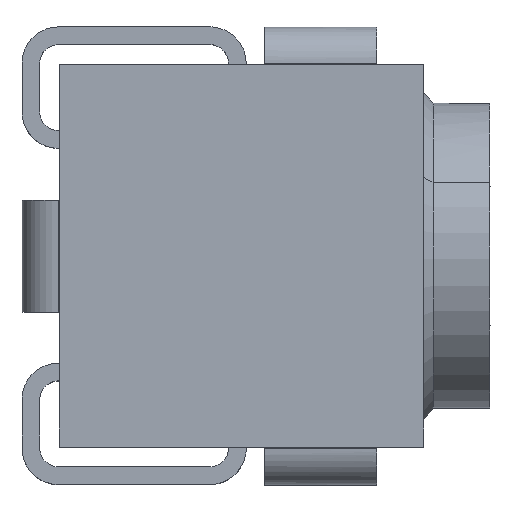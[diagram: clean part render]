
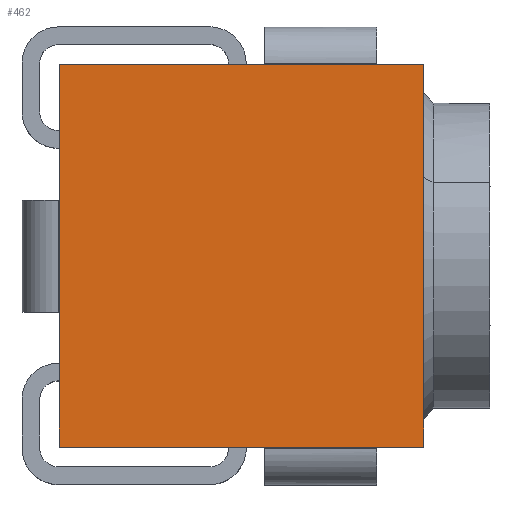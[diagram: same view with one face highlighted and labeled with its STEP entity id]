
A CAD part, top view. The second image highlights one B-rep face of the part: STEP entity #462.
In plain terms, the highlighted planar face has unit normal (0, 0, 1).
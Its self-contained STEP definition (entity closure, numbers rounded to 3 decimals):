
#162=CARTESIAN_POINT('Vertex',(0.,2.05,2.3)) ;
#165=CARTESIAN_POINT('Line Origine',(0.,0.,2.3)) ;
#169=CARTESIAN_POINT('Vertex',(0.,-2.05,2.3)) ;
#340=CARTESIAN_POINT('Vertex',(-3.9,2.05,2.3)) ;
#343=CARTESIAN_POINT('Line Origine',(-1.95,2.05,2.3)) ;
#439=CARTESIAN_POINT('Axis2P3D Location',(0.,-2.05,2.3)) ;
#444=CARTESIAN_POINT('Line Origine',(-3.9,0.,2.3)) ;
#448=CARTESIAN_POINT('Vertex',(-3.9,-2.05,2.3)) ;
#451=CARTESIAN_POINT('Line Origine',(-1.95,-2.05,2.3)) ;
#166=DIRECTION('Vector Direction',(0.,1.,0.)) ;
#344=DIRECTION('Vector Direction',(-1.,0.,0.)) ;
#440=DIRECTION('Axis2P3D Direction',(0.,0.,1.)) ;
#441=DIRECTION('Axis2P3D XDirection',(0.,1.,0.)) ;
#445=DIRECTION('Vector Direction',(0.,1.,0.)) ;
#452=DIRECTION('Vector Direction',(-1.,0.,0.)) ;
#442=AXIS2_PLACEMENT_3D('Plane Axis2P3D',#439,#440,#441) ;
#457=ORIENTED_EDGE('',*,*,#450,.T.) ;
#458=ORIENTED_EDGE('',*,*,#455,.F.) ;
#459=ORIENTED_EDGE('',*,*,#171,.F.) ;
#460=ORIENTED_EDGE('',*,*,#347,.T.) ;
#167=VECTOR('Line Direction',#166,1.) ;
#345=VECTOR('Line Direction',#344,1.) ;
#446=VECTOR('Line Direction',#445,1.) ;
#453=VECTOR('Line Direction',#452,1.) ;
#462=ADVANCED_FACE('',(#461),#443,.T.) ;
#171=EDGE_CURVE('',#163,#170,#168,.F.) ;
#347=EDGE_CURVE('',#163,#341,#346,.T.) ;
#450=EDGE_CURVE('',#341,#449,#447,.F.) ;
#455=EDGE_CURVE('',#170,#449,#454,.T.) ;
#456=EDGE_LOOP('',(#457,#458,#459,#460)) ;
#461=FACE_OUTER_BOUND('',#456,.T.) ;
#168=LINE('Line',#165,#167) ;
#346=LINE('Line',#343,#345) ;
#447=LINE('Line',#444,#446) ;
#454=LINE('Line',#451,#453) ;
#443=PLANE('Plane',#442) ;
#163=VERTEX_POINT('',#162) ;
#170=VERTEX_POINT('',#169) ;
#341=VERTEX_POINT('',#340) ;
#449=VERTEX_POINT('',#448) ;
